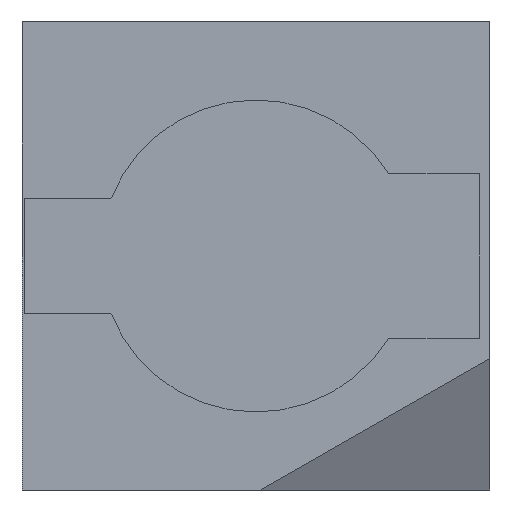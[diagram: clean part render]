
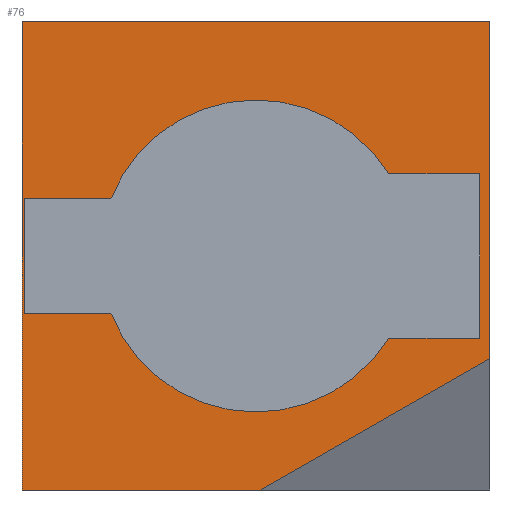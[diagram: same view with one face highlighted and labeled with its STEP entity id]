
A CAD part, front view. The second image highlights one B-rep face of the part: STEP entity #76.
In plain terms, the highlighted planar face has unit normal (0, -1, 0).
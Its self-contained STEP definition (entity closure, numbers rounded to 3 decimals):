
#42=FACE_BOUND('',#168,.T.);
#43=FACE_BOUND('',#169,.T.);
#76=ADVANCED_FACE('',(#42,#43),#105,.T.);
#105=PLANE('',#696);
#168=EDGE_LOOP('',(#455,#456,#457,#458));
#169=EDGE_LOOP('',(#459,#460,#461,#462,#463));
#178=LINE('',#882,#252);
#199=LINE('',#938,#273);
#230=LINE('',#1001,#304);
#233=LINE('',#1007,#307);
#235=LINE('',#1012,#309);
#240=LINE('',#1021,#314);
#242=LINE('',#1025,#316);
#252=VECTOR('',#713,1.);
#273=VECTOR('',#768,1.);
#304=VECTOR('',#819,1.);
#307=VECTOR('',#824,1.);
#309=VECTOR('',#828,1.);
#314=VECTOR('',#835,1.);
#316=VECTOR('',#841,1.);
#455=ORIENTED_EDGE('',*,*,#584,.T.);
#456=ORIENTED_EDGE('',*,*,#570,.T.);
#457=ORIENTED_EDGE('',*,*,#556,.T.);
#458=ORIENTED_EDGE('',*,*,#628,.T.);
#459=ORIENTED_EDGE('',*,*,#627,.T.);
#460=ORIENTED_EDGE('',*,*,#625,.F.);
#461=ORIENTED_EDGE('',*,*,#615,.F.);
#462=ORIENTED_EDGE('',*,*,#618,.F.);
#463=ORIENTED_EDGE('',*,*,#620,.F.);
#500=VERTEX_POINT('',#881);
#501=VERTEX_POINT('',#883);
#509=VERTEX_POINT('',#911);
#519=VERTEX_POINT('',#939);
#540=VERTEX_POINT('',#1000);
#541=VERTEX_POINT('',#1002);
#542=VERTEX_POINT('',#1006);
#544=VERTEX_POINT('',#1011);
#546=VERTEX_POINT('',#1018);
#556=EDGE_CURVE('',#501,#500,#178,.T.);
#570=EDGE_CURVE('',#509,#501,#642,.T.);
#584=EDGE_CURVE('',#519,#509,#199,.T.);
#615=EDGE_CURVE('',#540,#541,#230,.T.);
#618=EDGE_CURVE('',#542,#540,#233,.T.);
#620=EDGE_CURVE('',#544,#542,#235,.T.);
#625=EDGE_CURVE('',#541,#546,#240,.T.);
#627=EDGE_CURVE('',#544,#546,#242,.T.);
#628=EDGE_CURVE('',#500,#519,#647,.T.);
#642=CIRCLE('',#670,1.9);
#647=CIRCLE('',#695,1.9);
#670=AXIS2_PLACEMENT_3D('',#910,#741,#742);
#695=AXIS2_PLACEMENT_3D('',#1027,#844,#845);
#696=AXIS2_PLACEMENT_3D('',#1028,#846,#847);
#713=DIRECTION('',(0.,0.,-1.));
#741=DIRECTION('',(0.,1.,0.));
#742=DIRECTION('',(-0.93,0.,0.368));
#768=DIRECTION('',(0.,0.,1.));
#819=DIRECTION('',(1.,0.,0.));
#824=DIRECTION('',(0.,0.,1.));
#828=DIRECTION('',(-1.,0.,0.));
#835=DIRECTION('',(0.,0.,-1.));
#841=DIRECTION('',(0.868,0.,0.496));
#844=DIRECTION('',(0.,1.,0.));
#845=DIRECTION('',(0.85,0.,-0.526));
#846=DIRECTION('',(0.,-1.,0.));
#847=DIRECTION('',(-1.,0.,0.));
#881=CARTESIAN_POINT('',(-89.712,-2.999,97.187));
#882=CARTESIAN_POINT('',(-89.712,-2.999,99.187));
#883=CARTESIAN_POINT('',(-89.712,-2.999,99.187));
#910=CARTESIAN_POINT('',(-91.327,-2.999,98.187));
#911=CARTESIAN_POINT('',(-93.093,-2.999,98.887));
#938=CARTESIAN_POINT('',(-93.093,-2.999,97.487));
#939=CARTESIAN_POINT('',(-93.093,-2.999,97.487));
#1000=CARTESIAN_POINT('',(-94.177,-2.999,101.037));
#1001=CARTESIAN_POINT('',(-94.177,-2.999,101.037));
#1002=CARTESIAN_POINT('',(-88.477,-2.999,101.037));
#1006=CARTESIAN_POINT('',(-94.177,-2.999,95.337));
#1007=CARTESIAN_POINT('',(-94.177,-2.999,95.337));
#1011=CARTESIAN_POINT('',(-91.277,-2.999,95.337));
#1012=CARTESIAN_POINT('',(-91.277,-2.999,95.337));
#1018=CARTESIAN_POINT('',(-88.477,-2.999,96.937));
#1021=CARTESIAN_POINT('',(-88.477,-2.999,101.037));
#1025=CARTESIAN_POINT('',(-91.277,-2.999,95.337));
#1027=CARTESIAN_POINT('',(-91.327,-2.999,98.187));
#1028=CARTESIAN_POINT('',(-88.477,-2.999,101.037));
